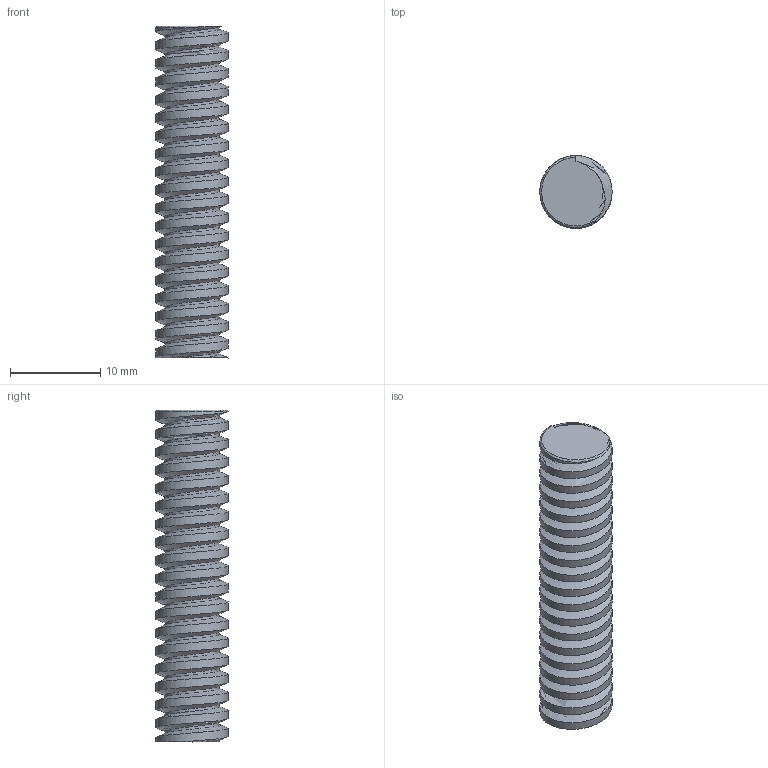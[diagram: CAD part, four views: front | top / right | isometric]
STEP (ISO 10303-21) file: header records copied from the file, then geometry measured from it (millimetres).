
FILE_DESCRIPTION(/* description */ ('STEP AP242','CAx-IF Rec.Pracs.---Representation and Presentation of Product Manufacturing Information (PMI)---4.0---2014-10-13','CAx-IF Rec.Pracs.---3D Tessellated Geometry---0.4---2014-09-14','2;1'),/* implementation_level */ '2;1');
FILE_NAME(/* name */ '63ef64f86a6e6b34e6e9ad4d',/* time_stamp */ '2023-02-17T11:28:57+00:00',/* author */ (''),/* organization */ (''),/* preprocessor_version */ 'ST-DEVELOPER v18.102',/* originating_system */ ' ',/* authorisation */ ' ');
FILE_SCHEMA (('AP242_MANAGED_MODEL_BASED_3D_ENGINEERING_MIM_LF { 1 0 10303 442 1 1 4 }'));
Length unit declared in the file: metre
Products named in the file (1): LeadScrew 8mm x 2mmPitch
Bounding box: 8 x 8 x 36.75 mm (x, y, z)
Volume: 1549.7 mm3; surface area: 1469.7 mm2
Topology: 1 solids, 1 shells, 8 faces, 91 edges, 85 vertices
Faces by surface type: plane 3, bspline 2, cylinder 2, torus 1
Entity records: 4574 total; most frequent: CARTESIAN_POINT 4101, ORIENTED_EDGE 182, EDGE_CURVE 91, VERTEX_POINT 85, DIRECTION 29, AXIS2_PLACEMENT_3D 13, EDGE_LOOP 8, FACE_BOUND 8
